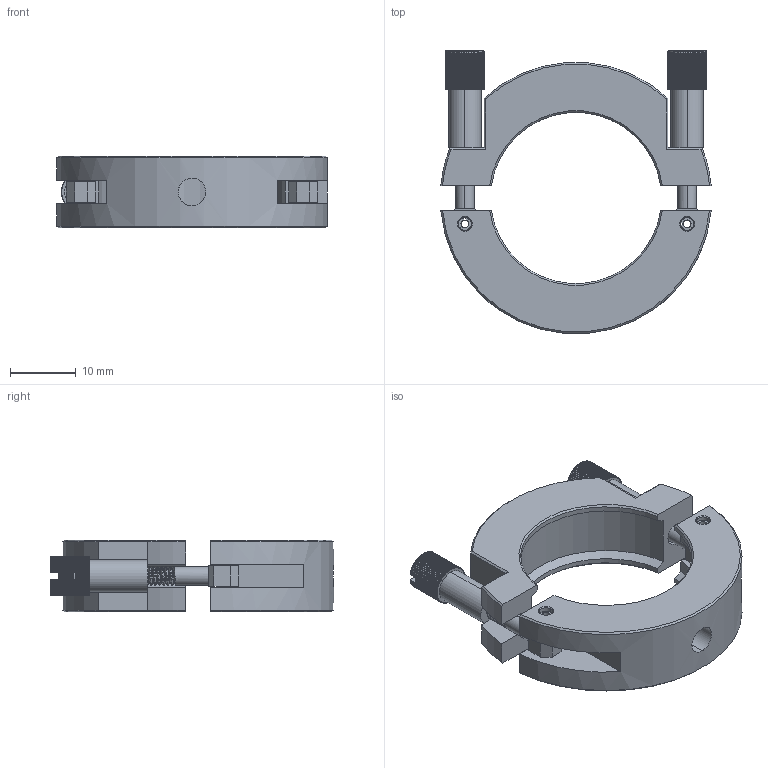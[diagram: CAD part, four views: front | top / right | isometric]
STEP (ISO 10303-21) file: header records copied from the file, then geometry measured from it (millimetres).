
FILE_DESCRIPTION (( 'STEP AP203' ), '1' );
FILE_NAME ('SWH-QC-1125C-R2.STEP', '2019-06-05T16:50:40', ( '' ), ( '' ), 'SwSTEP 2.0', 'SolidWorks 2016', '' );
FILE_SCHEMA (( 'CONFIG_CONTROL_DESIGN' ));
Length unit declared in the file: inch
Products named in the file (1): SWH-QC-1125C-R2
Bounding box: 41.1 x 43.12 x 10.92 mm (x, y, z)
Volume: 6910.4 mm3; surface area: 6014.7 mm2
Topology: 8 solids, 8 shells, 809 faces, 2341 edges, 1550 vertices
Faces by surface type: plane 510, cylinder 249, cone 44, bspline 6
Entity records: 30648 total; most frequent: CARTESIAN_POINT 10173, ORIENTED_EDGE 4674, DIRECTION 3783, EDGE_CURVE 2337, VERTEX_POINT 1550, LINE 1335, VECTOR 1335, AXIS2_PLACEMENT_3D 1224
